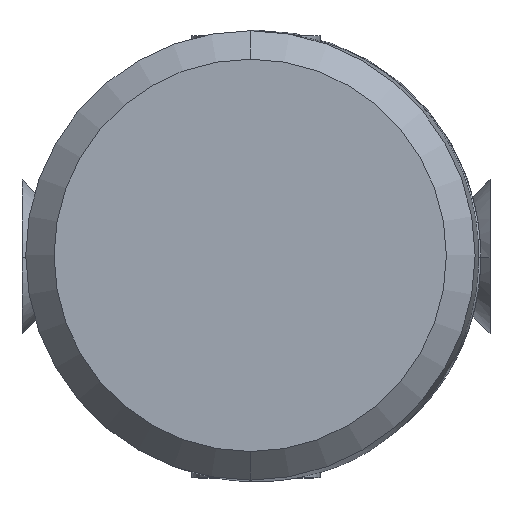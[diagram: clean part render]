
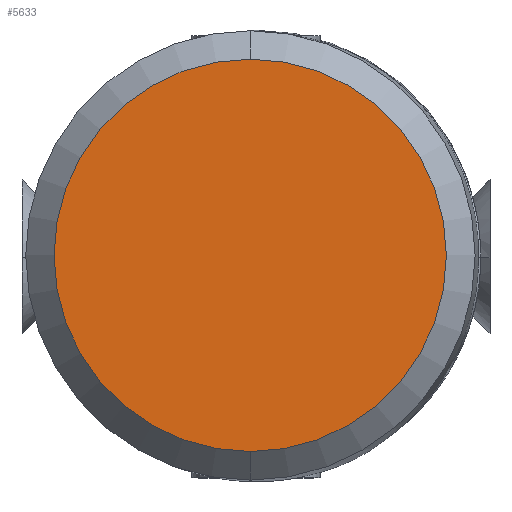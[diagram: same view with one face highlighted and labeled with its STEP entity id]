
A CAD part, top view. The second image highlights one B-rep face of the part: STEP entity #5633.
In plain terms, the highlighted face is planar.
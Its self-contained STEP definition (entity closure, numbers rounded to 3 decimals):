
#1854=CARTESIAN_POINT('',(0.,0.,0.));
#1855=DIRECTION('',(0.,0.,1.));
#1856=DIRECTION('',(-1.,0.,0.));
#1857=AXIS2_PLACEMENT_3D('',#1854,#1855,#1856);
#1859=CARTESIAN_POINT('',(0.,0.,0.));
#1860=DIRECTION('',(0.,0.,1.));
#1861=DIRECTION('',(1.,0.,0.));
#1862=AXIS2_PLACEMENT_3D('',#1859,#1860,#1861);
#5538=CARTESIAN_POINT('',(6.875,0.,0.));
#5539=CARTESIAN_POINT('',(-6.875,0.,0.));
#5540=VERTEX_POINT('',#5538);
#5541=VERTEX_POINT('',#5539);
#5623=CARTESIAN_POINT('',(0.,0.,0.));
#5624=DIRECTION('',(0.,0.,1.));
#5625=DIRECTION('',(1.,0.,0.));
#5626=AXIS2_PLACEMENT_3D('',#5623,#5624,#5625);
#5627=PLANE('',#5626);
#5629=ORIENTED_EDGE('',*,*,#5628,.T.);
#5630=ORIENTED_EDGE('',*,*,#5612,.T.);
#5631=EDGE_LOOP('',(#5629,#5630));
#5632=FACE_OUTER_BOUND('',#5631,.F.);
#5633=ADVANCED_FACE('',(#5632),#5627,.F.);
#1858=CIRCLE('',#1857,6.875);
#1863=CIRCLE('',#1862,6.875);
#5612=EDGE_CURVE('',#5540,#5541,#1863,.T.);
#5628=EDGE_CURVE('',#5541,#5540,#1858,.T.);
